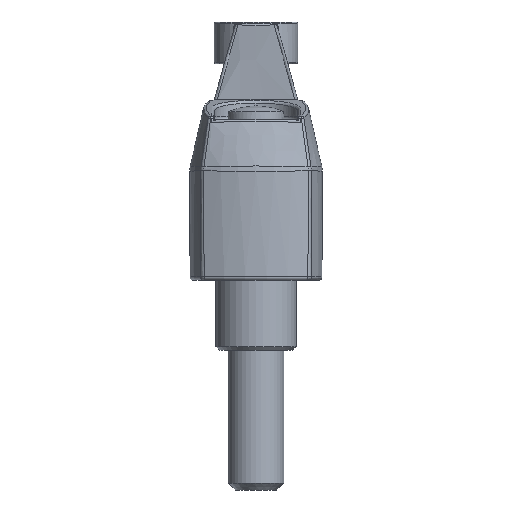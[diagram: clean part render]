
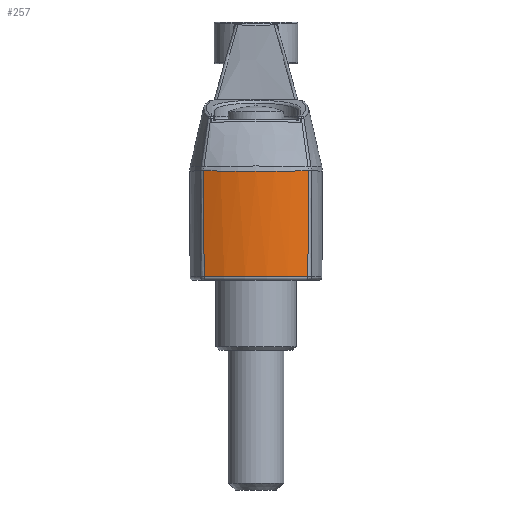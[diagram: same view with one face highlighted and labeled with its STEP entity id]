
A CAD part, left-side view. The second image highlights one B-rep face of the part: STEP entity #257.
In plain terms, the highlighted cylindrical face has radius 18.43 mm (diameter 36.859 mm), a partial arc.
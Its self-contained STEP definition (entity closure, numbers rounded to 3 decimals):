
#257 = ADVANCED_FACE( '', ( #613 ), #614, .T. );
#613 = FACE_OUTER_BOUND( '', #3757, .T. );
#614 = CYLINDRICAL_SURFACE( '', #3758, 18.429 );
#3757 = EDGE_LOOP( '', ( #10521, #10522, #10523, #10524 ) );
#3758 = AXIS2_PLACEMENT_3D( '', #10525, #10526, #10527 );
#10521 = ORIENTED_EDGE( '', *, *, #11413, .T. );
#10522 = ORIENTED_EDGE( '', *, *, #11222, .T. );
#10523 = ORIENTED_EDGE( '', *, *, #11414, .T. );
#10524 = ORIENTED_EDGE( '', *, *, #11415, .T. );
#10525 = CARTESIAN_POINT( '', ( 8.929, 0., 0. ) );
#10526 = DIRECTION( '', ( 0., 0., 1. ) );
#10527 = DIRECTION( '', ( -1., 0., 0. ) );
#11222 = EDGE_CURVE( '', #11695, #11700, #11702, .F. );
#11413 = EDGE_CURVE( '', #12008, #11695, #12009, .T. );
#11414 = EDGE_CURVE( '', #11700, #12010, #12011, .T. );
#11415 = EDGE_CURVE( '', #12010, #12008, #12012, .T. );
#11695 = VERTEX_POINT( '', #12581 );
#11700 = VERTEX_POINT( '', #12591 );
#11702 = CIRCLE( '', #12598, 18.429 );
#12008 = VERTEX_POINT( '', #14809 );
#12009 = B_SPLINE_CURVE_WITH_KNOTS( '', 3, ( #14810, #14811, #14812, #14813, #14814, #14815, #14816, #14817 ), .UNSPECIFIED., .F., .F., ( 4, 1, 1, 1, 1, 4 ), ( 0., 0.156, 0.324, 0.504, 0.705, 0.975 ), .UNSPECIFIED. );
#12010 = VERTEX_POINT( '', #14818 );
#12011 = B_SPLINE_CURVE_WITH_KNOTS( '', 3, ( #14819, #14820, #14821, #14822, #14823, #14824, #14825 ), .UNSPECIFIED., .F., .F., ( 4, 1, 1, 1, 4 ), ( 0.025, 0.295, 0.496, 0.762, 1. ), .UNSPECIFIED. );
#12012 = B_SPLINE_CURVE_WITH_KNOTS( '', 3, ( #14826, #14827, #14828, #14829, #14830, #14831, #14832, #14833, #14834, #14835, #14836, #14837, #14838, #14839, #14840, #14841, #14842, #14843, #14844, #14845, #14846, #14847, #14848, #14849, #14850, #14851, #14852, #14853, #14854, #14855, #14856, #14857, #14858, #14859, #14860, #14861, #14862, #14863, #14864, #14865, #14866, #14867, #14868, #14869, #14870, #14871, #14872, #14873, #14874, #14875, #14876, #14877, #14878, #14879, #14880, #14881 ), .UNSPECIFIED., .F., .F., ( 4, 2, 1, 1, 2, 2, 2, 2, 1, 2, 2, 2, 2, 2, 2, 2, 1, 2, 2, 2, 2, 2, 2, 1, 1, 2, 2, 2, 2, 2, 4 ), ( 0., 0.001, 0.001, 0.001, 0.002, 0.002, 0.002, 0.003, 0.003, 0.003, 0.004, 0.005, 0.006, 0.007, 0.008, 0.008, 0.009, 0.009, 0.01, 0.011, 0.011, 0.012, 0.012, 0.012, 0.012, 0.013, 0.013, 0.014, 0.015, 0.015, 0.016 ), .UNSPECIFIED. );
#12581 = CARTESIAN_POINT( '', ( -7.936, 7.429, 0.5 ) );
#12591 = CARTESIAN_POINT( '', ( -7.936, -7.429, 0.5 ) );
#12598 = AXIS2_PLACEMENT_3D( '', #16661, #16662, #16663 );
#14809 = CARTESIAN_POINT( '', ( -7.905, 7.5, 15.719 ) );
#14810 = CARTESIAN_POINT( '', ( -7.905, 7.5, 15.719 ) );
#14811 = CARTESIAN_POINT( '', ( -7.905, 7.499, 14.908 ) );
#14812 = CARTESIAN_POINT( '', ( -7.906, 7.498, 13.224 ) );
#14813 = CARTESIAN_POINT( '', ( -7.909, 7.49, 10.604 ) );
#14814 = CARTESIAN_POINT( '', ( -7.915, 7.477, 7.745 ) );
#14815 = CARTESIAN_POINT( '', ( -7.924, 7.456, 4.357 ) );
#14816 = CARTESIAN_POINT( '', ( -7.932, 7.439, 1.903 ) );
#14817 = CARTESIAN_POINT( '', ( -7.936, 7.429, 0.5 ) );
#14818 = CARTESIAN_POINT( '', ( -7.905, -7.5, 15.719 ) );
#14819 = CARTESIAN_POINT( '', ( -7.936, -7.429, 0.5 ) );
#14820 = CARTESIAN_POINT( '', ( -7.932, -7.439, 1.903 ) );
#14821 = CARTESIAN_POINT( '', ( -7.924, -7.456, 4.356 ) );
#14822 = CARTESIAN_POINT( '', ( -7.914, -7.48, 8.19 ) );
#14823 = CARTESIAN_POINT( '', ( -7.907, -7.496, 11.859 ) );
#14824 = CARTESIAN_POINT( '', ( -7.906, -7.499, 14.479 ) );
#14825 = CARTESIAN_POINT( '', ( -7.905, -7.5, 15.719 ) );
#14826 = CARTESIAN_POINT( '', ( -7.905, -7.5, 15.719 ) );
#14827 = CARTESIAN_POINT( '', ( -7.938, -7.426, 15.717 ) );
#14828 = CARTESIAN_POINT( '', ( -7.97, -7.352, 15.714 ) );
#14829 = CARTESIAN_POINT( '', ( -8.034, -7.203, 15.71 ) );
#14830 = CARTESIAN_POINT( '', ( -8.128, -6.98, 15.703 ) );
#14831 = CARTESIAN_POINT( '', ( -8.278, -6.605, 15.692 ) );
#14832 = CARTESIAN_POINT( '', ( -8.39, -6.303, 15.683 ) );
#14833 = CARTESIAN_POINT( '', ( -8.497, -5.998, 15.675 ) );
#14834 = CARTESIAN_POINT( '', ( -8.549, -5.845, 15.671 ) );
#14835 = CARTESIAN_POINT( '', ( -8.624, -5.615, 15.666 ) );
#14836 = CARTESIAN_POINT( '', ( -8.648, -5.538, 15.664 ) );
#14837 = CARTESIAN_POINT( '', ( -8.684, -5.422, 15.661 ) );
#14838 = CARTESIAN_POINT( '', ( -8.696, -5.383, 15.66 ) );
#14839 = CARTESIAN_POINT( '', ( -8.72, -5.306, 15.658 ) );
#14840 = CARTESIAN_POINT( '', ( -8.778, -5.113, 15.654 ) );
#14841 = CARTESIAN_POINT( '', ( -8.832, -4.919, 15.65 ) );
#14842 = CARTESIAN_POINT( '', ( -8.957, -4.452, 15.64 ) );
#14843 = CARTESIAN_POINT( '', ( -9.032, -4.14, 15.635 ) );
#14844 = CARTESIAN_POINT( '', ( -9.165, -3.513, 15.625 ) );
#14845 = CARTESIAN_POINT( '', ( -9.223, -3.198, 15.62 ) );
#14846 = CARTESIAN_POINT( '', ( -9.323, -2.566, 15.613 ) );
#14847 = CARTESIAN_POINT( '', ( -9.365, -2.249, 15.61 ) );
#14848 = CARTESIAN_POINT( '', ( -9.432, -1.612, 15.604 ) );
#14849 = CARTESIAN_POINT( '', ( -9.457, -1.293, 15.602 ) );
#14850 = CARTESIAN_POINT( '', ( -9.491, -0.651, 15.6 ) );
#14851 = CARTESIAN_POINT( '', ( -9.5, -0.329, 15.599 ) );
#14852 = CARTESIAN_POINT( '', ( -9.5, 0.075, 15.599 ) );
#14853 = CARTESIAN_POINT( '', ( -9.5, 0.156, 15.599 ) );
#14854 = CARTESIAN_POINT( '', ( -9.497, 0.318, 15.599 ) );
#14855 = CARTESIAN_POINT( '', ( -9.493, 0.56, 15.6 ) );
#14856 = CARTESIAN_POINT( '', ( -9.483, 0.801, 15.601 ) );
#14857 = CARTESIAN_POINT( '', ( -9.458, 1.284, 15.602 ) );
#14858 = CARTESIAN_POINT( '', ( -9.433, 1.605, 15.604 ) );
#14859 = CARTESIAN_POINT( '', ( -9.366, 2.244, 15.609 ) );
#14860 = CARTESIAN_POINT( '', ( -9.324, 2.563, 15.613 ) );
#14861 = CARTESIAN_POINT( '', ( -9.248, 3.04, 15.618 ) );
#14862 = CARTESIAN_POINT( '', ( -9.221, 3.199, 15.621 ) );
#14863 = CARTESIAN_POINT( '', ( -9.162, 3.516, 15.625 ) );
#14864 = CARTESIAN_POINT( '', ( -9.131, 3.674, 15.627 ) );
#14865 = CARTESIAN_POINT( '', ( -9.089, 3.872, 15.631 ) );
#14866 = CARTESIAN_POINT( '', ( -9.08, 3.912, 15.631 ) );
#14867 = CARTESIAN_POINT( '', ( -9.063, 3.991, 15.633 ) );
#14868 = CARTESIAN_POINT( '', ( -9.036, 4.109, 15.634 ) );
#14869 = CARTESIAN_POINT( '', ( -8.972, 4.384, 15.639 ) );
#14870 = CARTESIAN_POINT( '', ( -8.913, 4.618, 15.644 ) );
#14871 = CARTESIAN_POINT( '', ( -8.829, 4.929, 15.65 ) );
#14872 = CARTESIAN_POINT( '', ( -8.786, 5.084, 15.653 ) );
#14873 = CARTESIAN_POINT( '', ( -8.694, 5.392, 15.66 ) );
#14874 = CARTESIAN_POINT( '', ( -8.647, 5.546, 15.664 ) );
#14875 = CARTESIAN_POINT( '', ( -8.497, 6.004, 15.675 ) );
#14876 = CARTESIAN_POINT( '', ( -8.39, 6.307, 15.683 ) );
#14877 = CARTESIAN_POINT( '', ( -8.217, 6.757, 15.696 ) );
#14878 = CARTESIAN_POINT( '', ( -8.158, 6.907, 15.701 ) );
#14879 = CARTESIAN_POINT( '', ( -8.034, 7.204, 15.71 ) );
#14880 = CARTESIAN_POINT( '', ( -7.971, 7.352, 15.715 ) );
#14881 = CARTESIAN_POINT( '', ( -7.905, 7.5, 15.719 ) );
#16661 = CARTESIAN_POINT( '', ( 8.929, 0., 0.5 ) );
#16662 = DIRECTION( '', ( 0., 0., -1. ) );
#16663 = DIRECTION( '', ( -1., 0., 0. ) );
